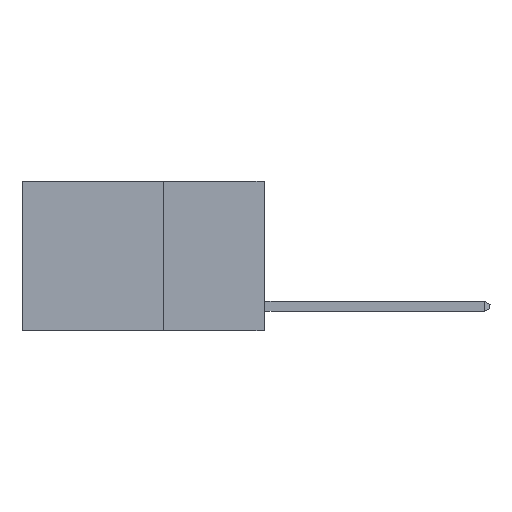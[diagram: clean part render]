
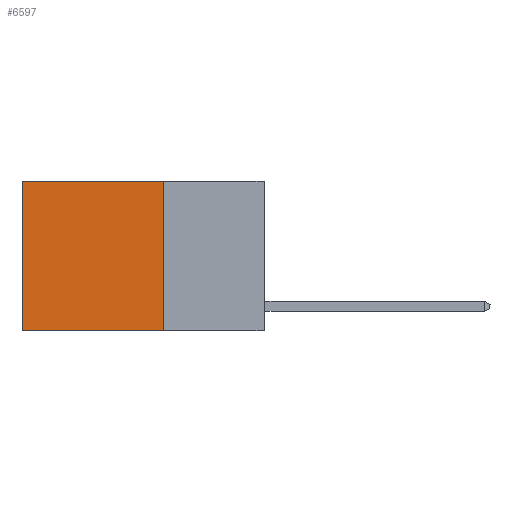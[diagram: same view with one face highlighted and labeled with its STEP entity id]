
A CAD part, left-side view. The second image highlights one B-rep face of the part: STEP entity #6597.
In plain terms, the highlighted planar face has unit normal (-1, 0, 0).
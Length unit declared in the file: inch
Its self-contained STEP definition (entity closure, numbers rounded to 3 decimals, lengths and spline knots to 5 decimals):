
#74 = DIRECTION ( 'NONE',  ( 0., 0., -1. ) ) ;
#673 = CARTESIAN_POINT ( 'NONE',  ( 0.2625, 0.25, -0.37 ) ) ;
#709 = CARTESIAN_POINT ( 'NONE',  ( 0.2625, 0.25, 0. ) ) ;
#905 = CARTESIAN_POINT ( 'NONE',  ( 0.2625, 0.6, -0.37 ) ) ;
#1142 = VECTOR ( 'NONE', #12448, 39.37008 ) ;
#1236 = VERTEX_POINT ( 'NONE', #11131 ) ;
#1390 = VECTOR ( 'NONE', #74, 39.37008 ) ;
#1734 = LINE ( 'NONE', #6634, #1390 ) ;
#1841 = DIRECTION ( 'NONE',  ( 1., 0., 0. ) ) ;
#1878 = CARTESIAN_POINT ( 'NONE',  ( 0.2625, 0.25, 0. ) ) ;
#2504 = VECTOR ( 'NONE', #4516, 39.37008 ) ;
#3155 = DIRECTION ( 'NONE',  ( 0., 1., 0. ) ) ;
#3204 = AXIS2_PLACEMENT_3D ( 'NONE', #709, #1841, #9407 ) ;
#4153 = LINE ( 'NONE', #9671, #9090 ) ;
#4354 = ORIENTED_EDGE ( 'NONE', *, *, #7578, .T. ) ;
#4380 = LINE ( 'NONE', #7123, #1142 ) ;
#4516 = DIRECTION ( 'NONE',  ( 0., 0., -1. ) ) ;
#4858 = VERTEX_POINT ( 'NONE', #1878 ) ;
#5007 = EDGE_CURVE ( 'NONE', #4858, #1236, #4153, .T. ) ;
#5130 = ORIENTED_EDGE ( 'NONE', *, *, #10555, .F. ) ;
#5214 = ORIENTED_EDGE ( 'NONE', *, *, #10927, .F. ) ;
#5270 = ORIENTED_EDGE ( 'NONE', *, *, #5007, .T. ) ;
#5995 = FACE_OUTER_BOUND ( 'NONE', #8994, .T. ) ;
#6597 = ADVANCED_FACE ( 'NONE', ( #5995 ), #8333, .F. ) ;
#6634 = CARTESIAN_POINT ( 'NONE',  ( 0.2625, 0.6, 0. ) ) ;
#7123 = CARTESIAN_POINT ( 'NONE',  ( 0.2625, 0.25, -0.37 ) ) ;
#7578 = EDGE_CURVE ( 'NONE', #1236, #8704, #1734, .T. ) ;
#8333 = PLANE ( 'NONE',  #3204 ) ;
#8704 = VERTEX_POINT ( 'NONE', #905 ) ;
#8946 = LINE ( 'NONE', #12027, #2504 ) ;
#8994 = EDGE_LOOP ( 'NONE', ( #4354, #5130, #5214, #5270 ) ) ;
#9090 = VECTOR ( 'NONE', #3155, 39.37008 ) ;
#9407 = DIRECTION ( 'NONE',  ( 0., 0., -1. ) ) ;
#9671 = CARTESIAN_POINT ( 'NONE',  ( 0.2625, 0.25, 0. ) ) ;
#10555 = EDGE_CURVE ( 'NONE', #12814, #8704, #4380, .T. ) ;
#10927 = EDGE_CURVE ( 'NONE', #4858, #12814, #8946, .T. ) ;
#11131 = CARTESIAN_POINT ( 'NONE',  ( 0.2625, 0.6, 0. ) ) ;
#12027 = CARTESIAN_POINT ( 'NONE',  ( 0.2625, 0.25, 0. ) ) ;
#12448 = DIRECTION ( 'NONE',  ( 0., 1., 0. ) ) ;
#12814 = VERTEX_POINT ( 'NONE', #673 ) ;
